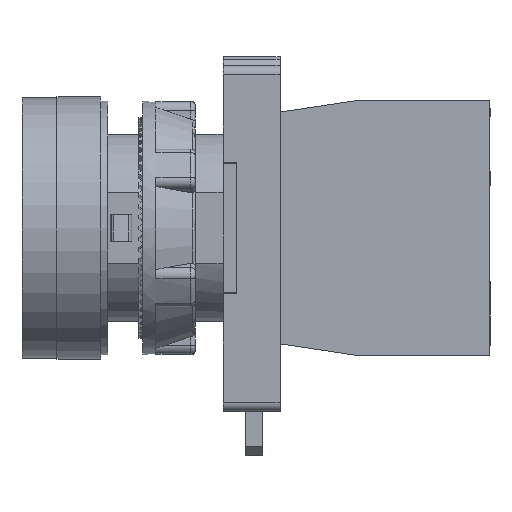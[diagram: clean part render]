
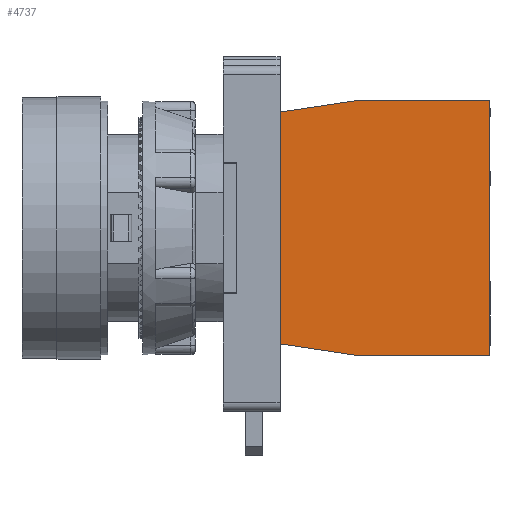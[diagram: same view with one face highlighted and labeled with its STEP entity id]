
A CAD part, left-side view. The second image highlights one B-rep face of the part: STEP entity #4737.
In plain terms, the highlighted planar face has unit normal (-1, 0, 0).
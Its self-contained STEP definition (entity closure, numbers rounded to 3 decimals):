
#4737=ADVANCED_FACE('',(#12802),#12804,.F.);
#12802=FACE_BOUND('',#12803,.T.);
#12803=EDGE_LOOP('',(#17264,#17265,#17266,#17267,#17268,#17269,#17270,#17271));
#12804=PLANE('',#12805);
#12805=AXIS2_PLACEMENT_3D('',#12806,#12807,#12808);
#12806=CARTESIAN_POINT('',(0.05,0.,0.));
#12807=DIRECTION('',(1.,0.,0.));
#12808=DIRECTION('',(0.,0.,-1.));
#17264=ORIENTED_EDGE('',*,*,#19848,.F.);
#17265=ORIENTED_EDGE('',*,*,#18475,.T.);
#17266=ORIENTED_EDGE('',*,*,#19849,.F.);
#17267=ORIENTED_EDGE('',*,*,#19850,.F.);
#17268=ORIENTED_EDGE('',*,*,#19851,.F.);
#17269=ORIENTED_EDGE('',*,*,#19852,.F.);
#17270=ORIENTED_EDGE('',*,*,#19853,.F.);
#17271=ORIENTED_EDGE('',*,*,#18483,.T.);
#18475=EDGE_CURVE('',#20596,#20594,#20597,.T.);
#18483=EDGE_CURVE('',#20612,#20610,#20613,.T.);
#19848=EDGE_CURVE('',#20596,#20610,#22831,.T.);
#19849=EDGE_CURVE('',#22832,#20594,#22833,.T.);
#19850=EDGE_CURVE('',#22834,#22832,#22835,.T.);
#19851=EDGE_CURVE('',#22836,#22834,#22837,.T.);
#19852=EDGE_CURVE('',#22838,#22836,#22839,.T.);
#19853=EDGE_CURVE('',#20612,#22838,#22840,.T.);
#20594=VERTEX_POINT('',#24209);
#20596=VERTEX_POINT('',#24213);
#20597=LINE('',#24214,#24215);
#20610=VERTEX_POINT('',#24245);
#20612=VERTEX_POINT('',#24250);
#20613=LINE('',#24251,#24252);
#22831=LINE('',#32649,#32650);
#22832=VERTEX_POINT('',#32652);
#22833=LINE('',#32653,#32654);
#22834=VERTEX_POINT('',#32656);
#22835=LINE('',#32657,#32658);
#22836=VERTEX_POINT('',#32660);
#22837=LINE('',#32661,#32662);
#22838=VERTEX_POINT('',#32664);
#22839=LINE('',#32665,#32666);
#22840=LINE('',#32668,#32669);
#24209=CARTESIAN_POINT('',(0.05,-6.5,-13.25));
#24213=CARTESIAN_POINT('',(0.05,-6.5,-10.5));
#24214=CARTESIAN_POINT('',(0.05,-6.5,-10.5));
#24215=VECTOR('',#24216,1.);
#24216=DIRECTION('',(0.,0.,-1.));
#24245=CARTESIAN_POINT('',(0.05,-6.5,10.5));
#24250=CARTESIAN_POINT('',(0.05,-6.5,13.25));
#24251=CARTESIAN_POINT('',(0.05,-6.5,13.25));
#24252=VECTOR('',#24253,1.);
#24253=DIRECTION('',(0.,0.,-1.));
#32649=CARTESIAN_POINT('',(0.05,-6.5,-10.5));
#32650=VECTOR('',#32651,1.);
#32651=DIRECTION('',(0.,0.,1.));
#32652=CARTESIAN_POINT('',(0.05,-15.5,-14.6));
#32653=CARTESIAN_POINT('',(0.05,-15.5,-14.6));
#32654=VECTOR('',#32655,1.);
#32655=DIRECTION('',(0.,0.989,0.148));
#32656=CARTESIAN_POINT('',(0.05,-30.5,-14.6));
#32657=CARTESIAN_POINT('',(0.05,-30.5,-14.6));
#32658=VECTOR('',#32659,1.);
#32659=DIRECTION('',(0.,1.,0.));
#32660=CARTESIAN_POINT('',(0.05,-30.5,14.6));
#32661=CARTESIAN_POINT('',(0.05,-30.5,14.6));
#32662=VECTOR('',#32663,1.);
#32663=DIRECTION('',(0.,0.,-1.));
#32664=CARTESIAN_POINT('',(0.05,-15.5,14.6));
#32665=CARTESIAN_POINT('',(0.05,-15.5,14.6));
#32666=VECTOR('',#32667,1.);
#32667=DIRECTION('',(0.,-1.,0.));
#32668=CARTESIAN_POINT('',(0.05,-6.5,13.25));
#32669=VECTOR('',#32670,1.);
#32670=DIRECTION('',(0.,-0.989,0.148));
